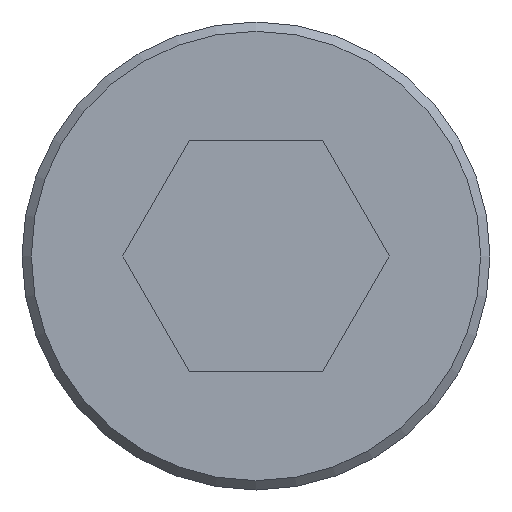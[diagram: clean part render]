
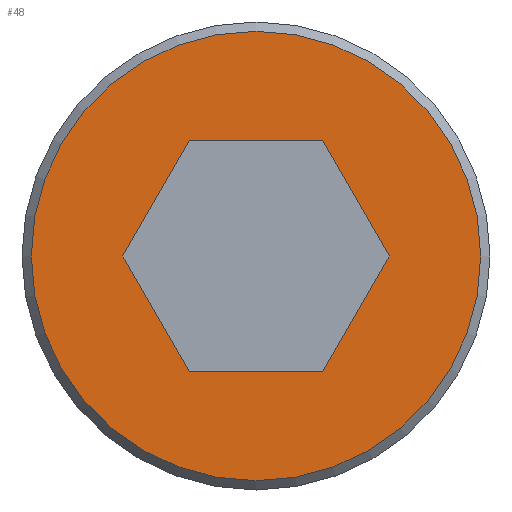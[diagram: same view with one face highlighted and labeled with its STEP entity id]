
A CAD part, left-side view. The second image highlights one B-rep face of the part: STEP entity #48.
In plain terms, the highlighted planar face has unit normal (-1, 0, 0).
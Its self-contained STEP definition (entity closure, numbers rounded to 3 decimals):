
#48 = ADVANCED_FACE( '', ( #96, #97 ), #98, .F. );
#96 = FACE_OUTER_BOUND( '', #143, .T. );
#97 = FACE_BOUND( '', #144, .T. );
#98 = PLANE( '', #145 );
#143 = EDGE_LOOP( '', ( #210 ) );
#144 = EDGE_LOOP( '', ( #211, #212, #213, #214, #215, #216 ) );
#145 = AXIS2_PLACEMENT_3D( '', #217, #218, #219 );
#210 = ORIENTED_EDGE( '', *, *, #258, .F. );
#211 = ORIENTED_EDGE( '', *, *, #280, .T. );
#212 = ORIENTED_EDGE( '', *, *, #281, .T. );
#213 = ORIENTED_EDGE( '', *, *, #260, .T. );
#214 = ORIENTED_EDGE( '', *, *, #277, .T. );
#215 = ORIENTED_EDGE( '', *, *, #282, .T. );
#216 = ORIENTED_EDGE( '', *, *, #273, .T. );
#217 = CARTESIAN_POINT( '', ( 0., 0., 0. ) );
#218 = DIRECTION( '', ( 1., 0., 0. ) );
#219 = DIRECTION( '', ( 0., 0., -1. ) );
#258 = EDGE_CURVE( '', #293, #293, #294, .T. );
#260 = EDGE_CURVE( '', #296, #297, #298, .T. );
#273 = EDGE_CURVE( '', #318, #319, #320, .T. );
#277 = EDGE_CURVE( '', #297, #324, #325, .T. );
#280 = EDGE_CURVE( '', #319, #328, #329, .T. );
#281 = EDGE_CURVE( '', #328, #296, #330, .T. );
#282 = EDGE_CURVE( '', #324, #318, #331, .T. );
#293 = VERTEX_POINT( '', #343 );
#294 = CIRCLE( '', #344, 11.689 );
#296 = VERTEX_POINT( '', #346 );
#297 = VERTEX_POINT( '', #347 );
#298 = LINE( '', #348, #349 );
#318 = VERTEX_POINT( '', #377 );
#319 = VERTEX_POINT( '', #378 );
#320 = LINE( '', #379, #380 );
#324 = VERTEX_POINT( '', #386 );
#325 = LINE( '', #387, #388 );
#328 = VERTEX_POINT( '', #392 );
#329 = LINE( '', #393, #394 );
#330 = LINE( '', #395, #396 );
#331 = LINE( '', #397, #398 );
#343 = CARTESIAN_POINT( '', ( 0., 0., -11.689 ) );
#344 = AXIS2_PLACEMENT_3D( '', #411, #412, #413 );
#346 = CARTESIAN_POINT( '', ( 0., -6.928, 0. ) );
#347 = CARTESIAN_POINT( '', ( 0., -3.464, -6. ) );
#348 = CARTESIAN_POINT( '', ( 0., -6.928, 0. ) );
#349 = VECTOR( '', #414, 1000. );
#377 = CARTESIAN_POINT( '', ( 0., 6.928, 0. ) );
#378 = CARTESIAN_POINT( '', ( 0., 3.464, 6. ) );
#379 = CARTESIAN_POINT( '', ( 0., 6.928, 0. ) );
#380 = VECTOR( '', #426, 1000. );
#386 = CARTESIAN_POINT( '', ( 0., 3.464, -6. ) );
#387 = CARTESIAN_POINT( '', ( 0., -3.464, -6. ) );
#388 = VECTOR( '', #429, 1000. );
#392 = CARTESIAN_POINT( '', ( 0., -3.464, 6. ) );
#393 = CARTESIAN_POINT( '', ( 0., 3.464, 6. ) );
#394 = VECTOR( '', #431, 1000. );
#395 = CARTESIAN_POINT( '', ( 0., -3.464, 6. ) );
#396 = VECTOR( '', #432, 1000. );
#397 = CARTESIAN_POINT( '', ( 0., 3.464, -6. ) );
#398 = VECTOR( '', #433, 1000. );
#411 = CARTESIAN_POINT( '', ( 0., 0., 0. ) );
#412 = DIRECTION( '', ( 1., 0., 0. ) );
#413 = DIRECTION( '', ( 0., 0., -1. ) );
#414 = DIRECTION( '', ( 0., 0.5, -0.866 ) );
#426 = DIRECTION( '', ( 0., -0.5, 0.866 ) );
#429 = DIRECTION( '', ( 0., 1., 0. ) );
#431 = DIRECTION( '', ( 0., -1., 0. ) );
#432 = DIRECTION( '', ( 0., -0.5, -0.866 ) );
#433 = DIRECTION( '', ( 0., 0.5, 0.866 ) );
